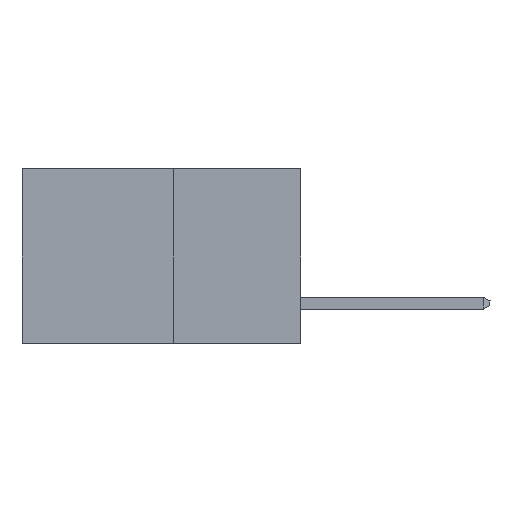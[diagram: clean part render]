
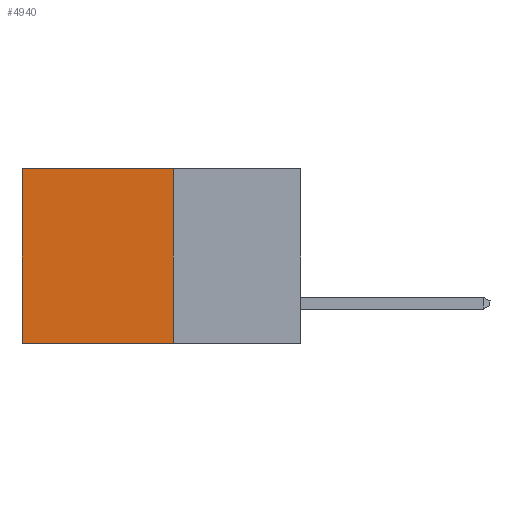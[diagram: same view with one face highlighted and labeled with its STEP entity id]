
A CAD part, left-side view. The second image highlights one B-rep face of the part: STEP entity #4940.
In plain terms, the highlighted planar face has unit normal (-1, 0, 0).
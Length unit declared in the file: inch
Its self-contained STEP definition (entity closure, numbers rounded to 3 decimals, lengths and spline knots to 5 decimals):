
#213 = VERTEX_POINT ( 'NONE', #8055 ) ;
#504 = CARTESIAN_POINT ( 'NONE',  ( 0.277, 0.59, -0.37 ) ) ;
#953 = LINE ( 'NONE', #4980, #4828 ) ;
#992 = VECTOR ( 'NONE', #7469, 39.37008 ) ;
#1029 = VECTOR ( 'NONE', #2104, 39.37008 ) ;
#1270 = VECTOR ( 'NONE', #2226, 39.37008 ) ;
#2104 = DIRECTION ( 'NONE',  ( 0., 1., 0. ) ) ;
#2226 = DIRECTION ( 'NONE',  ( 0., 0., -1. ) ) ;
#2355 = CARTESIAN_POINT ( 'NONE',  ( 0.277, 0.27, -0.37 ) ) ;
#2751 = CARTESIAN_POINT ( 'NONE',  ( 0.277, 0.59, -0.37 ) ) ;
#3143 = LINE ( 'NONE', #8588, #1029 ) ;
#3560 = CARTESIAN_POINT ( 'NONE',  ( 0.277, 0.27, -0.37 ) ) ;
#3767 = VERTEX_POINT ( 'NONE', #2751 ) ;
#3951 = ORIENTED_EDGE ( 'NONE', *, *, #7676, .T. ) ;
#4119 = DIRECTION ( 'NONE',  ( 1., 0., 0. ) ) ;
#4138 = PLANE ( 'NONE',  #5865 ) ;
#4243 = DIRECTION ( 'NONE',  ( 0., 0., -1. ) ) ;
#4481 = EDGE_CURVE ( 'NONE', #213, #3767, #3143, .T. ) ;
#4767 = ORIENTED_EDGE ( 'NONE', *, *, #4481, .F. ) ;
#4828 = VECTOR ( 'NONE', #5683, 39.37008 ) ;
#4940 = ADVANCED_FACE ( 'NONE', ( #8068 ), #4138, .F. ) ;
#4980 = CARTESIAN_POINT ( 'NONE',  ( 0.277, 0.27, 0. ) ) ;
#5096 = ORIENTED_EDGE ( 'NONE', *, *, #7190, .F. ) ;
#5528 = LINE ( 'NONE', #2355, #1270 ) ;
#5683 = DIRECTION ( 'NONE',  ( 0., 1., 0. ) ) ;
#5865 = AXIS2_PLACEMENT_3D ( 'NONE', #3560, #4119, #4243 ) ;
#6012 = EDGE_LOOP ( 'NONE', ( #3951, #4767, #5096, #6125 ) ) ;
#6125 = ORIENTED_EDGE ( 'NONE', *, *, #8893, .T. ) ;
#6217 = VERTEX_POINT ( 'NONE', #9015 ) ;
#7190 = EDGE_CURVE ( 'NONE', #6217, #213, #5528, .T. ) ;
#7469 = DIRECTION ( 'NONE',  ( 0., 0., -1. ) ) ;
#7676 = EDGE_CURVE ( 'NONE', #8846, #3767, #8879, .T. ) ;
#8055 = CARTESIAN_POINT ( 'NONE',  ( 0.277, 0.27, -0.37 ) ) ;
#8068 = FACE_OUTER_BOUND ( 'NONE', #6012, .T. ) ;
#8485 = CARTESIAN_POINT ( 'NONE',  ( 0.277, 0.59, 0. ) ) ;
#8588 = CARTESIAN_POINT ( 'NONE',  ( 0.277, 0.27, -0.37 ) ) ;
#8846 = VERTEX_POINT ( 'NONE', #8485 ) ;
#8879 = LINE ( 'NONE', #504, #992 ) ;
#8893 = EDGE_CURVE ( 'NONE', #6217, #8846, #953, .T. ) ;
#9015 = CARTESIAN_POINT ( 'NONE',  ( 0.277, 0.27, 0. ) ) ;
